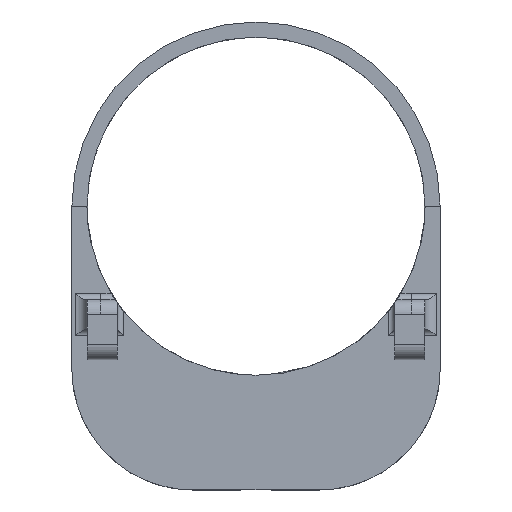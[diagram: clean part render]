
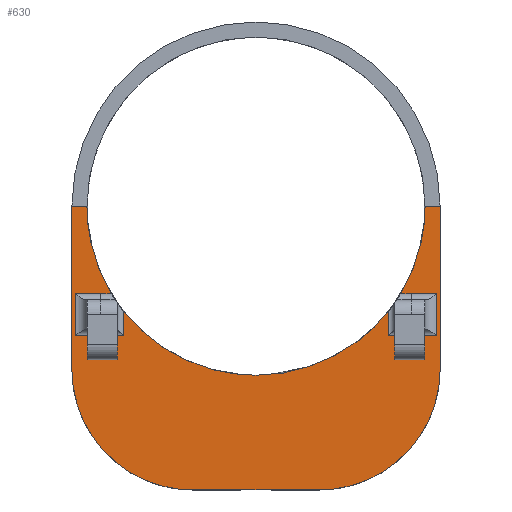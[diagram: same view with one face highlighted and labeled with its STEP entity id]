
A CAD part, top view. The second image highlights one B-rep face of the part: STEP entity #630.
In plain terms, the highlighted planar face has unit normal (0, -0.001, 1).
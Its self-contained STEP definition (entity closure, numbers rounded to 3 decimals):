
#32=CARTESIAN_POINT('',(-0.,-27.737,-1.217));
#33=VERTEX_POINT('',#32);
#42=CARTESIAN_POINT('',(21.952,-17.117,-1.206));
#43=VERTEX_POINT('',#42);
#44=CARTESIAN_POINT('',(-0.,0.263,-1.188));
#45=DIRECTION('',(-0.,-0.001,1.));
#46=DIRECTION('',(0.,1.,0.001));
#47=AXIS2_PLACEMENT_3D('',#44,#45,#46);
#48=ELLIPSE('',#47,28.,28.);
#49=EDGE_CURVE('',#33,#43,#48,.T.);
#51=CARTESIAN_POINT('',(23.942,-14.255,-1.203));
#52=VERTEX_POINT('',#51);
#60=CARTESIAN_POINT('',(28.,0.271,-1.188));
#61=VERTEX_POINT('',#60);
#62=CARTESIAN_POINT('',(-0.,0.263,-1.188));
#63=DIRECTION('',(-0.,-0.001,1.));
#64=DIRECTION('',(0.,1.,0.001));
#65=AXIS2_PLACEMENT_3D('',#62,#63,#64);
#66=ELLIPSE('',#65,28.,28.);
#67=EDGE_CURVE('',#52,#61,#66,.T.);
#86=CARTESIAN_POINT('',(-28.,0.271,-1.188));
#87=VERTEX_POINT('',#86);
#94=CARTESIAN_POINT('',(-23.942,-14.255,-1.203));
#95=VERTEX_POINT('',#94);
#96=CARTESIAN_POINT('',(0.,0.263,-1.188));
#97=DIRECTION('',(-0.,0.001,-1.));
#98=DIRECTION('',(0.,1.,0.001));
#99=AXIS2_PLACEMENT_3D('',#96,#97,#98);
#100=ELLIPSE('',#99,28.,28.);
#101=EDGE_CURVE('',#95,#87,#100,.T.);
#103=CARTESIAN_POINT('',(-21.952,-17.117,-1.206));
#104=VERTEX_POINT('',#103);
#112=CARTESIAN_POINT('',(-0.,0.263,-1.188));
#113=DIRECTION('',(-0.,-0.001,1.));
#114=DIRECTION('',(0.,1.,0.001));
#115=AXIS2_PLACEMENT_3D('',#112,#113,#114);
#116=ELLIPSE('',#115,28.,28.);
#117=EDGE_CURVE('',#104,#33,#116,.T.);
#327=CARTESIAN_POINT('',(10.5,-46.737,-1.237));
#328=VERTEX_POINT('',#327);
#335=CARTESIAN_POINT('',(-10.5,-46.737,-1.237));
#336=VERTEX_POINT('',#335);
#337=CARTESIAN_POINT('',(-10.5,-46.737,-1.237));
#338=DIRECTION('',(1.,0.,-0.));
#339=VECTOR('',#338,21.);
#340=LINE('',#337,#339);
#341=EDGE_CURVE('',#336,#328,#340,.T.);
#496=CARTESIAN_POINT('',(46.5,-29.733,-1.219));
#497=DIRECTION('',(0.,-0.001,1.));
#498=DIRECTION('',(0.,-1.,-0.001));
#499=AXIS2_PLACEMENT_3D('',#496,#497,#498);
#500=PLANE('',#499);
#501=ORIENTED_EDGE('',*,*,#341,.T.);
#502=CARTESIAN_POINT('',(30.5,-26.737,-1.216));
#503=VERTEX_POINT('',#502);
#504=CARTESIAN_POINT('',(10.5,-26.737,-1.216));
#505=DIRECTION('',(0.,0.001,-1.));
#506=DIRECTION('',(0.,-1.,-0.001));
#507=AXIS2_PLACEMENT_3D('',#504,#505,#506);
#508=ELLIPSE('',#507,20.,20.);
#509=EDGE_CURVE('',#503,#328,#508,.T.);
#510=ORIENTED_EDGE('',*,*,#509,.F.);
#511=CARTESIAN_POINT('',(30.5,0.271,-1.188));
#512=VERTEX_POINT('',#511);
#513=CARTESIAN_POINT('',(30.5,0.271,-1.188));
#514=DIRECTION('',(0.,-1.,-0.001));
#515=VECTOR('',#514,27.008);
#516=LINE('',#513,#515);
#517=EDGE_CURVE('',#512,#503,#516,.T.);
#518=ORIENTED_EDGE('',*,*,#517,.F.);
#519=CARTESIAN_POINT('',(30.5,0.271,-1.188));
#520=DIRECTION('',(-1.,0.,0.));
#521=VECTOR('',#520,2.5);
#522=LINE('',#519,#521);
#523=EDGE_CURVE('',#512,#61,#522,.T.);
#524=ORIENTED_EDGE('',*,*,#523,.T.);
#525=ORIENTED_EDGE('',*,*,#67,.F.);
#526=CARTESIAN_POINT('',(25.764,-14.229,-1.203));
#527=VERTEX_POINT('',#526);
#528=CARTESIAN_POINT('',(25.764,-14.229,-1.203));
#529=DIRECTION('',(-1.,-0.014,0.));
#530=VECTOR('',#529,1.822);
#531=LINE('',#528,#530);
#532=EDGE_CURVE('',#527,#52,#531,.T.);
#533=ORIENTED_EDGE('',*,*,#532,.F.);
#534=CARTESIAN_POINT('',(29.952,-14.229,-1.203));
#535=VERTEX_POINT('',#534);
#536=CARTESIAN_POINT('',(29.952,-14.229,-1.203));
#537=DIRECTION('',(-1.,0.,0.));
#538=VECTOR('',#537,4.189);
#539=LINE('',#536,#538);
#540=EDGE_CURVE('',#535,#527,#539,.T.);
#541=ORIENTED_EDGE('',*,*,#540,.F.);
#542=CARTESIAN_POINT('',(29.952,-21.194,-1.21));
#543=VERTEX_POINT('',#542);
#544=CARTESIAN_POINT('',(29.952,-21.194,-1.21));
#545=DIRECTION('',(-0.,1.,0.001));
#546=VECTOR('',#545,6.965);
#547=LINE('',#544,#546);
#548=EDGE_CURVE('',#543,#535,#547,.T.);
#549=ORIENTED_EDGE('',*,*,#548,.F.);
#550=CARTESIAN_POINT('',(21.952,-21.194,-1.21));
#551=VERTEX_POINT('',#550);
#552=CARTESIAN_POINT('',(21.952,-21.194,-1.21));
#553=DIRECTION('',(1.,0.,-0.));
#554=VECTOR('',#553,8.);
#555=LINE('',#552,#554);
#556=EDGE_CURVE('',#551,#543,#555,.T.);
#557=ORIENTED_EDGE('',*,*,#556,.F.);
#558=CARTESIAN_POINT('',(21.952,-17.117,-1.206));
#559=DIRECTION('',(0.,-1.,-0.001));
#560=VECTOR('',#559,4.076);
#561=LINE('',#558,#560);
#562=EDGE_CURVE('',#43,#551,#561,.T.);
#563=ORIENTED_EDGE('',*,*,#562,.F.);
#564=ORIENTED_EDGE('',*,*,#49,.F.);
#565=ORIENTED_EDGE('',*,*,#117,.F.);
#566=CARTESIAN_POINT('',(-21.952,-21.194,-1.21));
#567=VERTEX_POINT('',#566);
#568=CARTESIAN_POINT('',(-21.952,-17.117,-1.206));
#569=DIRECTION('',(-0.,-1.,-0.001));
#570=VECTOR('',#569,4.076);
#571=LINE('',#568,#570);
#572=EDGE_CURVE('',#104,#567,#571,.T.);
#573=ORIENTED_EDGE('',*,*,#572,.T.);
#574=CARTESIAN_POINT('',(-29.952,-21.194,-1.21));
#575=VERTEX_POINT('',#574);
#576=CARTESIAN_POINT('',(-21.952,-21.194,-1.21));
#577=DIRECTION('',(-1.,0.,0.));
#578=VECTOR('',#577,8.);
#579=LINE('',#576,#578);
#580=EDGE_CURVE('',#567,#575,#579,.T.);
#581=ORIENTED_EDGE('',*,*,#580,.T.);
#582=CARTESIAN_POINT('',(-29.952,-14.229,-1.203));
#583=VERTEX_POINT('',#582);
#584=CARTESIAN_POINT('',(-29.952,-21.194,-1.21));
#585=DIRECTION('',(-0.,1.,0.001));
#586=VECTOR('',#585,6.965);
#587=LINE('',#584,#586);
#588=EDGE_CURVE('',#575,#583,#587,.T.);
#589=ORIENTED_EDGE('',*,*,#588,.T.);
#590=CARTESIAN_POINT('',(-25.764,-14.229,-1.203));
#591=VERTEX_POINT('',#590);
#592=CARTESIAN_POINT('',(-29.952,-14.229,-1.203));
#593=DIRECTION('',(1.,0.,0.));
#594=VECTOR('',#593,4.189);
#595=LINE('',#592,#594);
#596=EDGE_CURVE('',#583,#591,#595,.T.);
#597=ORIENTED_EDGE('',*,*,#596,.T.);
#598=CARTESIAN_POINT('',(-25.764,-14.229,-1.203));
#599=DIRECTION('',(1.,-0.014,0.));
#600=VECTOR('',#599,1.822);
#601=LINE('',#598,#600);
#602=EDGE_CURVE('',#591,#95,#601,.T.);
#603=ORIENTED_EDGE('',*,*,#602,.T.);
#604=ORIENTED_EDGE('',*,*,#101,.T.);
#605=CARTESIAN_POINT('',(-30.5,0.271,-1.188));
#606=VERTEX_POINT('',#605);
#607=CARTESIAN_POINT('',(-30.5,0.271,-1.188));
#608=DIRECTION('',(1.,0.,-0.));
#609=VECTOR('',#608,2.5);
#610=LINE('',#607,#609);
#611=EDGE_CURVE('',#606,#87,#610,.T.);
#612=ORIENTED_EDGE('',*,*,#611,.F.);
#613=CARTESIAN_POINT('',(-30.5,-26.737,-1.216));
#614=VERTEX_POINT('',#613);
#615=CARTESIAN_POINT('',(-30.5,0.271,-1.188));
#616=DIRECTION('',(0.,-1.,-0.001));
#617=VECTOR('',#616,27.008);
#618=LINE('',#615,#617);
#619=EDGE_CURVE('',#606,#614,#618,.T.);
#620=ORIENTED_EDGE('',*,*,#619,.T.);
#621=CARTESIAN_POINT('',(-10.5,-26.737,-1.216));
#622=DIRECTION('',(0.,-0.001,1.));
#623=DIRECTION('',(0.,-1.,-0.001));
#624=AXIS2_PLACEMENT_3D('',#621,#622,#623);
#625=ELLIPSE('',#624,20.,20.);
#626=EDGE_CURVE('',#614,#336,#625,.T.);
#627=ORIENTED_EDGE('',*,*,#626,.T.);
#628=EDGE_LOOP('',(#501,#510,#518,#524,#525,#533,#541,#549,#557,#563,#564,#565,#573,#581,#589,#597,#603,#604,#612,#620,#627));
#629=FACE_BOUND('',#628,.T.);
#630=ADVANCED_FACE('',(#629),#500,.T.);
